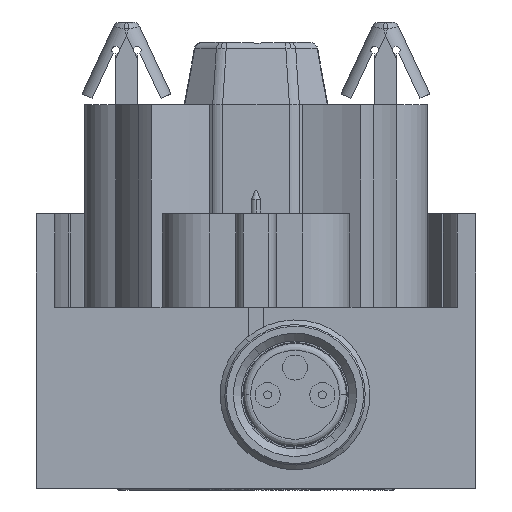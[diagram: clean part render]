
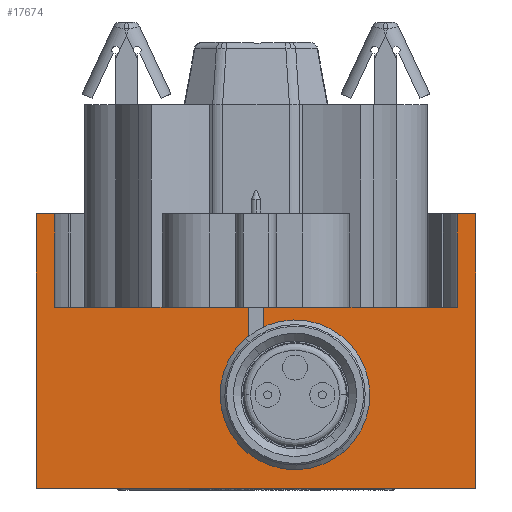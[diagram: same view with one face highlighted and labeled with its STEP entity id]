
A CAD part, front view. The second image highlights one B-rep face of the part: STEP entity #17674.
In plain terms, the highlighted planar face has unit normal (0, -1, 0).
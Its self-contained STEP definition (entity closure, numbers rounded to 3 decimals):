
#109 = VERTEX_POINT ( 'NONE', #9294 ) ;
#380 = AXIS2_PLACEMENT_3D ( 'NONE', #22979, #19309, #12060 ) ;
#390 = CARTESIAN_POINT ( 'NONE',  ( 14.1, 0., 0. ) ) ;
#692 = EDGE_CURVE ( 'NONE', #13873, #16344, #14769, .T. ) ;
#755 = LINE ( 'NONE', #15127, #19717 ) ;
#895 = EDGE_CURVE ( 'NONE', #9078, #14319, #755, .T. ) ;
#1397 = CARTESIAN_POINT ( 'NONE',  ( 0., 0., 17.6 ) ) ;
#1780 = CARTESIAN_POINT ( 'NONE',  ( -12.9, 0., 8.8 ) ) ;
#2021 = LINE ( 'NONE', #9262, #23067 ) ;
#2503 = CIRCLE ( 'NONE', #18078, 1.75 ) ;
#2556 = ORIENTED_EDGE ( 'NONE', *, *, #17347, .F. ) ;
#2753 = DIRECTION ( 'NONE',  ( 0., 0., 1. ) ) ;
#2874 = ORIENTED_EDGE ( 'NONE', *, *, #15323, .T. ) ;
#3060 = CARTESIAN_POINT ( 'NONE',  ( 12.9, 0., 8.8 ) ) ;
#3148 = FACE_OUTER_BOUND ( 'NONE', #9018, .T. ) ;
#3303 = LINE ( 'NONE', #3060, #6850 ) ;
#3320 = DIRECTION ( 'NONE',  ( 1., 0., 0. ) ) ;
#3365 = VECTOR ( 'NONE', #14914, 1000. ) ;
#3667 = LINE ( 'NONE', #16278, #19955 ) ;
#3810 = VERTEX_POINT ( 'NONE', #5828 ) ;
#3849 = VECTOR ( 'NONE', #7332, 1000. ) ;
#3918 = VERTEX_POINT ( 'NONE', #6642 ) ;
#3922 = ORIENTED_EDGE ( 'NONE', *, *, #12292, .F. ) ;
#4174 = EDGE_CURVE ( 'NONE', #15603, #18263, #2021, .T. ) ;
#4654 = CARTESIAN_POINT ( 'NONE',  ( 14.1, 0., 8.8 ) ) ;
#4949 = CARTESIAN_POINT ( 'NONE',  ( 12.9, 0., 17.6 ) ) ;
#5486 = CARTESIAN_POINT ( 'NONE',  ( -12.9, 0., 11.6 ) ) ;
#5561 = EDGE_CURVE ( 'NONE', #3918, #9078, #18375, .T. ) ;
#5745 = DIRECTION ( 'NONE',  ( 0., 0., -1. ) ) ;
#5776 = EDGE_CURVE ( 'NONE', #14319, #15603, #12939, .T. ) ;
#5828 = CARTESIAN_POINT ( 'NONE',  ( 0.5, 0., 11.6 ) ) ;
#6023 = DIRECTION ( 'NONE',  ( 0., 0., -1. ) ) ;
#6642 = CARTESIAN_POINT ( 'NONE',  ( -14.1, 0., 0. ) ) ;
#6675 = ORIENTED_EDGE ( 'NONE', *, *, #11563, .T. ) ;
#6850 = VECTOR ( 'NONE', #19115, 1000. ) ;
#6905 = CARTESIAN_POINT ( 'NONE',  ( -14.1, 0., 17.6 ) ) ;
#6973 = CARTESIAN_POINT ( 'NONE',  ( 0.5, 0., 7.577 ) ) ;
#7312 = CARTESIAN_POINT ( 'NONE',  ( 0., 0., 4.15 ) ) ;
#7332 = DIRECTION ( 'NONE',  ( 0., 0., 1. ) ) ;
#7818 = CARTESIAN_POINT ( 'NONE',  ( 12.9, 0., 11.6 ) ) ;
#7898 = ORIENTED_EDGE ( 'NONE', *, *, #9706, .F. ) ;
#7947 = EDGE_CURVE ( 'NONE', #18263, #109, #17092, .T. ) ;
#8081 = VERTEX_POINT ( 'NONE', #7818 ) ;
#8285 = DIRECTION ( 'NONE',  ( 1., 0., 0. ) ) ;
#8287 = CARTESIAN_POINT ( 'NONE',  ( -0.5, 0., 8.8 ) ) ;
#9005 = DIRECTION ( 'NONE',  ( 0., -1., 0. ) ) ;
#9018 = EDGE_LOOP ( 'NONE', ( #16339, #15359, #19746, #11859, #11751, #6675, #2874, #2556, #15090, #16515, #3922, #10606, #7898 ) ) ;
#9078 = VERTEX_POINT ( 'NONE', #6905 ) ;
#9262 = CARTESIAN_POINT ( 'NONE',  ( 0., 0., 11.6 ) ) ;
#9294 = CARTESIAN_POINT ( 'NONE',  ( -0.5, 0., 7.577 ) ) ;
#9706 = EDGE_CURVE ( 'NONE', #109, #13873, #2503, .T. ) ;
#9888 = LINE ( 'NONE', #4654, #10237 ) ;
#10237 = VECTOR ( 'NONE', #2753, 1000. ) ;
#10606 = ORIENTED_EDGE ( 'NONE', *, *, #692, .F. ) ;
#10626 = DIRECTION ( 'NONE',  ( 0., 0., -1. ) ) ;
#11563 = EDGE_CURVE ( 'NONE', #3918, #14169, #3667, .T. ) ;
#11615 = DIRECTION ( 'NONE',  ( 1., 0., 0. ) ) ;
#11751 = ORIENTED_EDGE ( 'NONE', *, *, #5561, .F. ) ;
#11815 = VERTEX_POINT ( 'NONE', #4949 ) ;
#11859 = ORIENTED_EDGE ( 'NONE', *, *, #895, .F. ) ;
#12060 = DIRECTION ( 'NONE',  ( 0., 0., 1. ) ) ;
#12128 = AXIS2_PLACEMENT_3D ( 'NONE', #17923, #9005, #5745 ) ;
#12292 = EDGE_CURVE ( 'NONE', #16344, #3810, #13566, .T. ) ;
#12939 = LINE ( 'NONE', #1780, #22086 ) ;
#13566 = LINE ( 'NONE', #13806, #13908 ) ;
#13806 = CARTESIAN_POINT ( 'NONE',  ( 0.5, 0., 8.8 ) ) ;
#13873 = VERTEX_POINT ( 'NONE', #7312 ) ;
#13908 = VECTOR ( 'NONE', #21048, 1000. ) ;
#14169 = VERTEX_POINT ( 'NONE', #390 ) ;
#14319 = VERTEX_POINT ( 'NONE', #20814 ) ;
#14579 = VERTEX_POINT ( 'NONE', #17206 ) ;
#14769 = CIRCLE ( 'NONE', #12128, 1.75 ) ;
#14914 = DIRECTION ( 'NONE',  ( 1., 0., 0. ) ) ;
#15028 = CARTESIAN_POINT ( 'NONE',  ( 0., 0., 11.6 ) ) ;
#15090 = ORIENTED_EDGE ( 'NONE', *, *, #20128, .F. ) ;
#15127 = CARTESIAN_POINT ( 'NONE',  ( 0., 0., 17.6 ) ) ;
#15323 = EDGE_CURVE ( 'NONE', #14169, #14579, #9888, .T. ) ;
#15359 = ORIENTED_EDGE ( 'NONE', *, *, #4174, .F. ) ;
#15603 = VERTEX_POINT ( 'NONE', #5486 ) ;
#16161 = DIRECTION ( 'NONE',  ( 0., 0., -1. ) ) ;
#16278 = CARTESIAN_POINT ( 'NONE',  ( 0., 0., 0. ) ) ;
#16339 = ORIENTED_EDGE ( 'NONE', *, *, #7947, .F. ) ;
#16344 = VERTEX_POINT ( 'NONE', #6973 ) ;
#16491 = EDGE_CURVE ( 'NONE', #3810, #8081, #18595, .T. ) ;
#16515 = ORIENTED_EDGE ( 'NONE', *, *, #16491, .F. ) ;
#17092 = LINE ( 'NONE', #8287, #19893 ) ;
#17206 = CARTESIAN_POINT ( 'NONE',  ( 14.1, 0., 17.6 ) ) ;
#17347 = EDGE_CURVE ( 'NONE', #11815, #14579, #17685, .T. ) ;
#17674 = ADVANCED_FACE ( 'NONE', ( #3148 ), #18956, .F. ) ;
#17685 = LINE ( 'NONE', #1397, #20480 ) ;
#17753 = CARTESIAN_POINT ( 'NONE',  ( 0., 0., 5.9 ) ) ;
#17923 = CARTESIAN_POINT ( 'NONE',  ( 0., 0., 5.9 ) ) ;
#18078 = AXIS2_PLACEMENT_3D ( 'NONE', #17753, #21545, #10626 ) ;
#18263 = VERTEX_POINT ( 'NONE', #20222 ) ;
#18375 = LINE ( 'NONE', #21935, #3849 ) ;
#18595 = LINE ( 'NONE', #15028, #3365 ) ;
#18956 = PLANE ( 'NONE',  #380 ) ;
#19115 = DIRECTION ( 'NONE',  ( 0., 0., 1. ) ) ;
#19309 = DIRECTION ( 'NONE',  ( 0., 1., 0. ) ) ;
#19717 = VECTOR ( 'NONE', #22368, 1000. ) ;
#19746 = ORIENTED_EDGE ( 'NONE', *, *, #5776, .F. ) ;
#19893 = VECTOR ( 'NONE', #6023, 1000. ) ;
#19955 = VECTOR ( 'NONE', #3320, 1000. ) ;
#20128 = EDGE_CURVE ( 'NONE', #8081, #11815, #3303, .T. ) ;
#20222 = CARTESIAN_POINT ( 'NONE',  ( -0.5, 0., 11.6 ) ) ;
#20480 = VECTOR ( 'NONE', #8285, 1000. ) ;
#20814 = CARTESIAN_POINT ( 'NONE',  ( -12.9, 0., 17.6 ) ) ;
#21048 = DIRECTION ( 'NONE',  ( 0., 0., 1. ) ) ;
#21545 = DIRECTION ( 'NONE',  ( 0., -1., 0. ) ) ;
#21935 = CARTESIAN_POINT ( 'NONE',  ( -14.1, 0., 8.8 ) ) ;
#22086 = VECTOR ( 'NONE', #16161, 1000. ) ;
#22368 = DIRECTION ( 'NONE',  ( 1., 0., 0. ) ) ;
#22979 = CARTESIAN_POINT ( 'NONE',  ( -14.1, 0., 0. ) ) ;
#23067 = VECTOR ( 'NONE', #11615, 1000. ) ;
